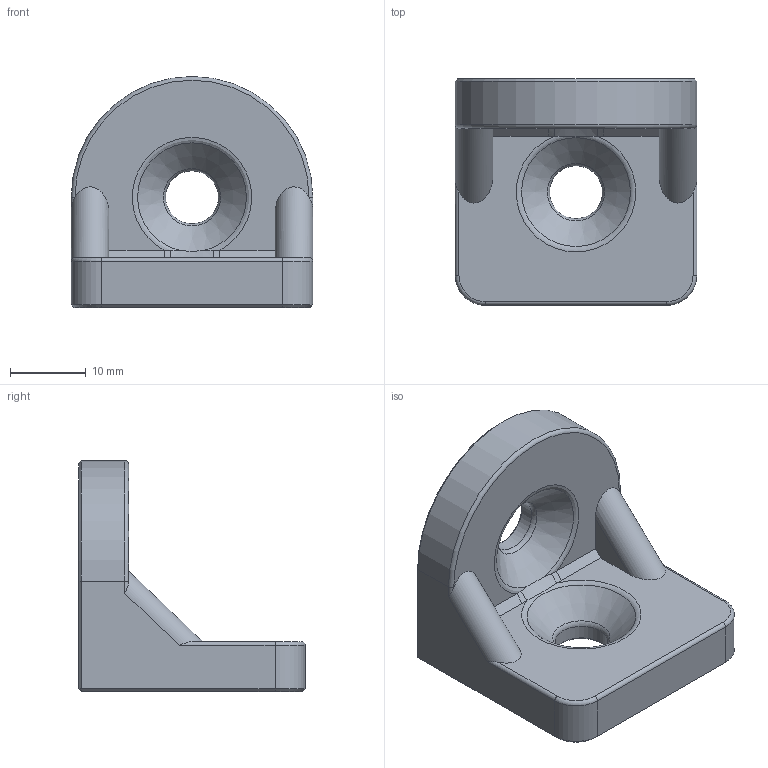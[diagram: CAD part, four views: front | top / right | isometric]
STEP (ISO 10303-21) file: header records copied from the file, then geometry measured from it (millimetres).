
FILE_DESCRIPTION(/* description */ (''),/* implementation_level */ '2;1');
FILE_NAME(/* name */ 'Printed 90 Deg Corner Bracket_3030 Thick - Black v1.step',/* time_stamp */ '2023-10-25T10:22:49-05:00',/* author */ (''),/* organization */ (''),/* preprocessor_version */ 'ST-DEVELOPER v20',/* originating_system */ 'Autodesk Translation Framework v12.14.0.127',/* authorisation */ '');
FILE_SCHEMA (('AUTOMOTIVE_DESIGN { 1 0 10303 214 3 1 1 }'));
Length unit declared in the file: millimetre
Products named in the file (1): Cast 90 Degree Corner Bracket for 3030 - No tabs - Black
Bounding box: 32 x 30 x 30.6 mm (x, y, z)
Volume: 7944.2 mm3; surface area: 5294.9 mm2
Topology: 1 solids, 1 shells, 136 faces, 342 edges, 214 vertices
Faces by surface type: plane 83, cone 27, cylinder 16, torus 7, bspline 3
Full cylindrical faces by diameter (mm): 7 x2
Entity records: 4161 total; most frequent: CARTESIAN_POINT 901, ORIENTED_EDGE 684, DIRECTION 660, EDGE_CURVE 342, AXIS2_PLACEMENT_3D 234, VERTEX_POINT 214, LINE 192, VECTOR 192
